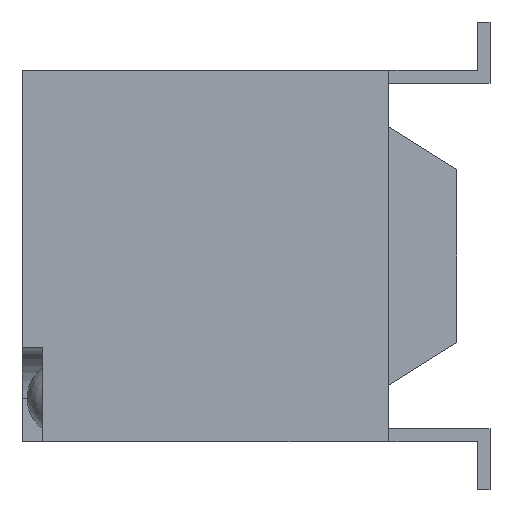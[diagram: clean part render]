
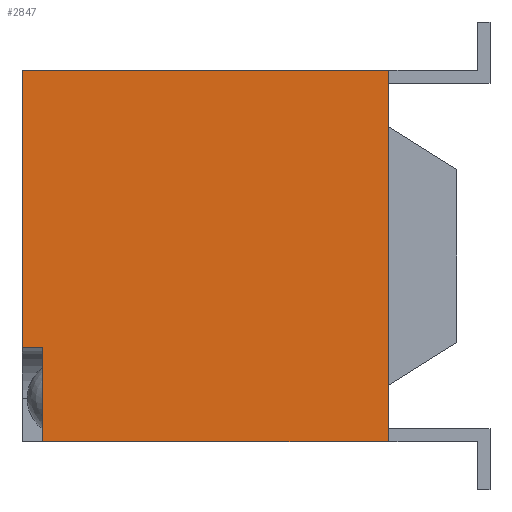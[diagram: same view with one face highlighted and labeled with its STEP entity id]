
A CAD part, left-side view. The second image highlights one B-rep face of the part: STEP entity #2847.
In plain terms, the highlighted planar face has unit normal (-1, 0, 0).
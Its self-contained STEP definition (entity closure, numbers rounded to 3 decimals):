
#6 = EDGE_CURVE ( 'NONE', #17, #2743, #3398, .T. ) ;
#17 = VERTEX_POINT ( 'NONE', #3443 ) ;
#32 = ORIENTED_EDGE ( 'NONE', *, *, #41, .F. ) ;
#41 = EDGE_CURVE ( 'NONE', #2700, #17, #3497, .T. ) ;
#49 = EDGE_CURVE ( 'NONE', #308, #2700, #3522, .T. ) ;
#78 = ORIENTED_EDGE ( 'NONE', *, *, #6, .F. ) ;
#308 = VERTEX_POINT ( 'NONE', #1693 ) ;
#323 = EDGE_CURVE ( 'NONE', #2743, #2527, #1789, .T. ) ;
#359 = ORIENTED_EDGE ( 'NONE', *, *, #3088, .T. ) ;
#531 = ORIENTED_EDGE ( 'NONE', *, *, #49, .F. ) ;
#658 = ORIENTED_EDGE ( 'NONE', *, *, #323, .F. ) ;
#688 = LINE ( 'NONE', #689, #690 ) ;
#689 = CARTESIAN_POINT ( 'NONE',  ( -1.05, 2., -3.65 ) ) ;
#690 = VECTOR ( 'NONE', #691, 1000. ) ;
#691 = DIRECTION ( 'NONE',  ( 0., 0., 1. ) ) ;
#980 = CARTESIAN_POINT ( 'NONE',  ( -1.05, 2., -3.65 ) ) ;
#993 = CARTESIAN_POINT ( 'NONE',  ( -1.05, 2., 3.65 ) ) ;
#1265 = CARTESIAN_POINT ( 'NONE',  ( -1.05, 8.8, -1.8 ) ) ;
#1402 = CARTESIAN_POINT ( 'NONE',  ( -1.05, 9.2, 3.65 ) ) ;
#1693 = CARTESIAN_POINT ( 'NONE',  ( -1.05, 8.8, -3.65 ) ) ;
#1783 = FACE_OUTER_BOUND ( 'NONE', #2980, .T. ) ;
#1784 = PLANE ( 'NONE',  #1785 ) ;
#1785 = AXIS2_PLACEMENT_3D ( 'NONE', #1786, #1787, #1788 ) ;
#1786 = CARTESIAN_POINT ( 'NONE',  ( -1.05, 9.2, -3.65 ) ) ;
#1787 = DIRECTION ( 'NONE',  ( 1., 0., 0. ) ) ;
#1788 = DIRECTION ( 'NONE',  ( 0., 0., -1. ) ) ;
#1789 = LINE ( 'NONE', #1790, #1791 ) ;
#1790 = CARTESIAN_POINT ( 'NONE',  ( -1.05, 9.2, 3.65 ) ) ;
#1791 = VECTOR ( 'NONE', #1792, 1000. ) ;
#1792 = DIRECTION ( 'NONE',  ( 0., -1., 0. ) ) ;
#2453 = VERTEX_POINT ( 'NONE', #980 ) ;
#2527 = VERTEX_POINT ( 'NONE', #993 ) ;
#2700 = VERTEX_POINT ( 'NONE', #1265 ) ;
#2743 = VERTEX_POINT ( 'NONE', #1402 ) ;
#2798 = ORIENTED_EDGE ( 'NONE', *, *, #3160, .T. ) ;
#2847 = ADVANCED_FACE ( 'NONE', ( #1783 ), #1784, .F. ) ;
#2980 = EDGE_LOOP ( 'NONE', ( #78, #32, #531, #359, #2798, #658 ) ) ;
#3088 = EDGE_CURVE ( 'NONE', #308, #2453, #3694, .T. ) ;
#3160 = EDGE_CURVE ( 'NONE', #2453, #2527, #688, .T. ) ;
#3398 = LINE ( 'NONE', #3399, #3400 ) ;
#3399 = CARTESIAN_POINT ( 'NONE',  ( -1.05, 9.2, -3.65 ) ) ;
#3400 = VECTOR ( 'NONE', #3401, 1000. ) ;
#3401 = DIRECTION ( 'NONE',  ( 0., 0., 1. ) ) ;
#3443 = CARTESIAN_POINT ( 'NONE',  ( -1.05, 9.2, -1.8 ) ) ;
#3497 = LINE ( 'NONE', #3498, #3500 ) ;
#3498 = CARTESIAN_POINT ( 'NONE',  ( -1.05, 8.8, -1.8 ) ) ;
#3500 = VECTOR ( 'NONE', #3501, 1000. ) ;
#3501 = DIRECTION ( 'NONE',  ( 0., 1., 0. ) ) ;
#3522 = LINE ( 'NONE', #3523, #3524 ) ;
#3523 = CARTESIAN_POINT ( 'NONE',  ( -1.05, 8.8, -3.65 ) ) ;
#3524 = VECTOR ( 'NONE', #3525, 1000. ) ;
#3525 = DIRECTION ( 'NONE',  ( 0., 0., 1. ) ) ;
#3694 = LINE ( 'NONE', #3695, #3696 ) ;
#3695 = CARTESIAN_POINT ( 'NONE',  ( -1.05, 9.2, -3.65 ) ) ;
#3696 = VECTOR ( 'NONE', #3697, 1000. ) ;
#3697 = DIRECTION ( 'NONE',  ( 0., -1., 0. ) ) ;
